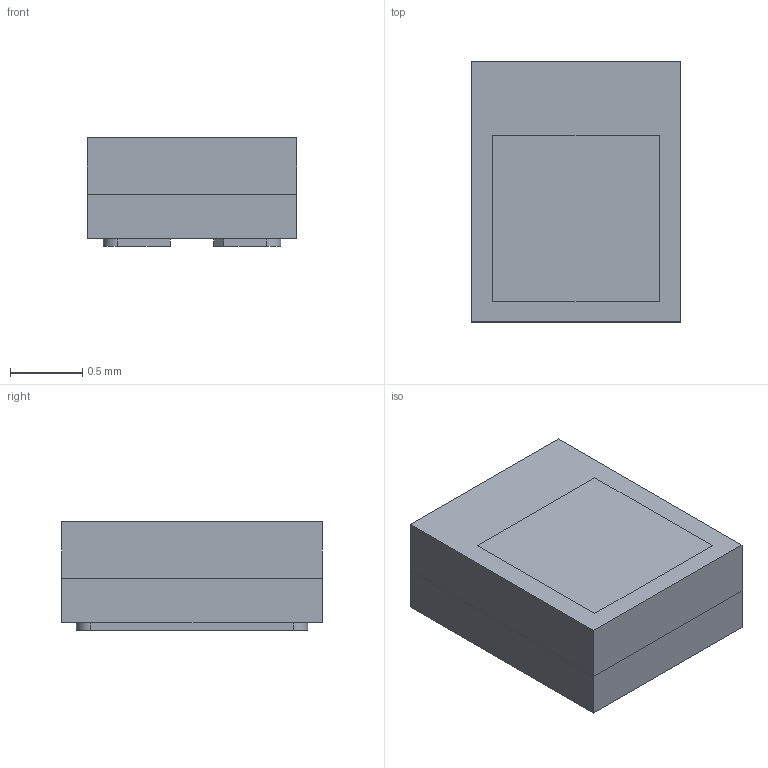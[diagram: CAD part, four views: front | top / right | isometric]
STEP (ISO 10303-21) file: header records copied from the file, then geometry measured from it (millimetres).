
FILE_DESCRIPTION (( 'STEP AP214' ), '1' );
FILE_NAME ('NCSx170H.STEP', '2025-01-17T06:11:16', ( '' ), ( '' ), 'SwSTEP 2.0', 'SolidWorks 2019', '' );
FILE_SCHEMA (( 'AUTOMOTIVE_DESIGN' ));
Length unit declared in the file: millimetre
Products named in the file (7): Part3.STEP.STEP; NCSx170H; Part2.STEP.STEP; Part4.STEP.STEP; NCSx170G.STEP.STEP; NCSx170H.STEP; Part1.STEP.STEP
Assembly tree (6 placements, depth 4):
  NCSx170H
    NCSx170H.STEP
      NCSx170G.STEP.STEP
        Part1.STEP.STEP
        Part2.STEP.STEP
        Part3.STEP.STEP
        Part4.STEP.STEP
Bounding box: 1.45 x 1.8 x 0.75 mm (x, y, z)
Volume: 1.9 mm3; surface area: 21.4 mm2
Topology: 5 solids, 5 shells, 41 faces, 90 edges, 60 vertices
Faces by surface type: plane 37, cylinder 4
Entity records: 1371 total; most frequent: DIRECTION 202, CARTESIAN_POINT 202, ORIENTED_EDGE 180, EDGE_CURVE 90, VECTOR 82, LINE 82, AXIS2_PLACEMENT_3D 60, VERTEX_POINT 60
